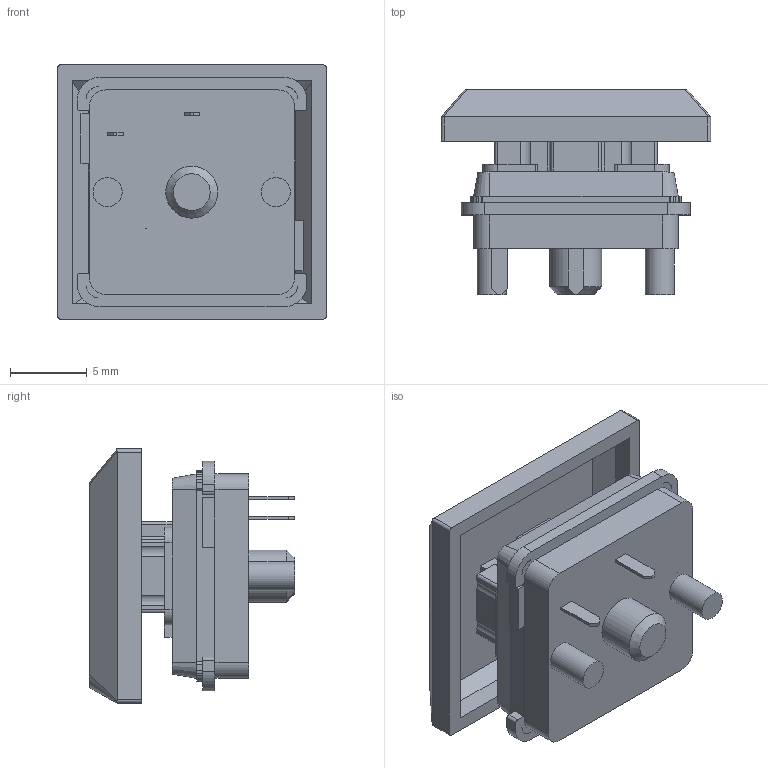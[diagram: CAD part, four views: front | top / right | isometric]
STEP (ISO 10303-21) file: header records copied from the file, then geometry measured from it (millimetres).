
FILE_DESCRIPTION(/* description */ (''),/* implementation_level */ '2;1');
FILE_NAME(/* name */ 'Kailh_keycap-switch_system_1x1.step',/* time_stamp */ '2019-04-25T14:32:55+02:00',/* author */ (''),/* organization */ (''),/* preprocessor_version */ 'ST-DEVELOPER v18',/* originating_system */ 'Autodesk Translation Framework v8.2.0.1029',/* authorisation */ '');
FILE_SCHEMA (('AUTOMOTIVE_DESIGN { 1 0 10303 214 3 1 1 }'));
Length unit declared in the file: millimetre
Products named in the file (3): Kailh_keycap-switch_system; CPG135001D02 BROWN; Kailh_keycap
Assembly tree (2 placements, depth 2):
  Kailh_keycap-switch_system
    CPG135001D02 BROWN
    Kailh_keycap
Bounding box: 17.6 x 13.4 x 16.6 mm (x, y, z)
Volume: 1528.2 mm3; surface area: 2347.7 mm2
Topology: 4 solids, 21 shells, 439 faces, 1073 edges, 672 vertices
Faces by surface type: plane 356, cylinder 58, bspline 18, cone 7
Full cylindrical faces by diameter (mm): 1.9 x2, 3.4 x1
Entity records: 12772 total; most frequent: CARTESIAN_POINT 2465, ORIENTED_EDGE 2146, DIRECTION 2011, EDGE_CURVE 1073, LINE 901, VECTOR 901, VERTEX_POINT 672, AXIS2_PLACEMENT_3D 555
